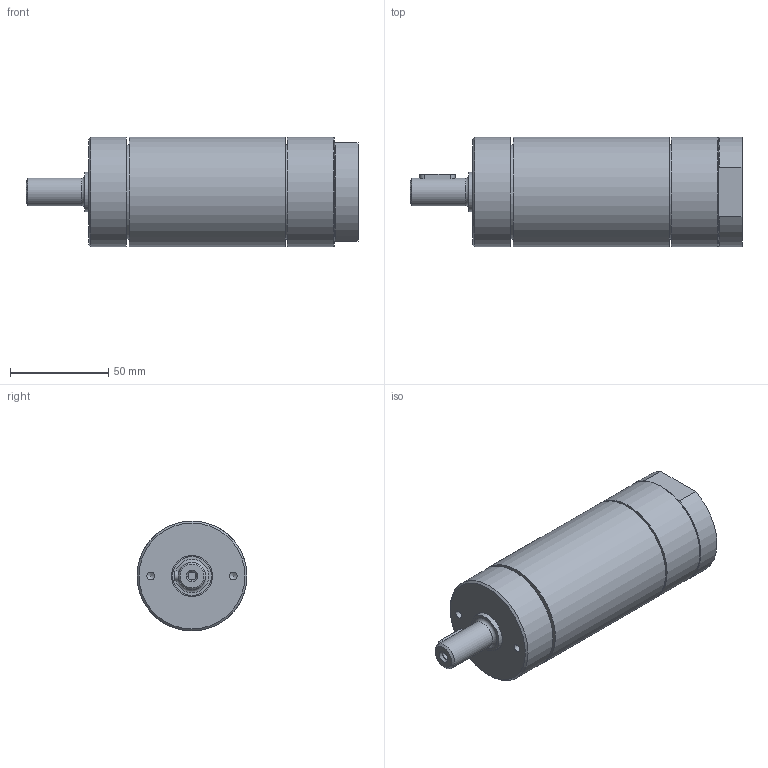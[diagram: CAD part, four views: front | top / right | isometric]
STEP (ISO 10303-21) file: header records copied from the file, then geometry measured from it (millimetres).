
FILE_DESCRIPTION(/* description */ (''),/* implementation_level */ '2;1');
FILE_NAME(/* name */ 'MRD 55-2200_60033287.stp',/* time_stamp */ '2018-11-19T13:57:58+01:00',/* author */ ('flambert'),/* organization */ (''),/* preprocessor_version */ 'ST-DEVELOPER v17',/* originating_system */ 'Autodesk Inventor 2018',/* authorisation */ '');
FILE_SCHEMA (('AUTOMOTIVE_DESIGN { 1 0 10303 214 3 1 1 }'));
Length unit declared in the file: millimetre
Products named in the file (1): MRD 55-2200_60033287
Bounding box: 169.2 x 56 x 56 mm (x, y, z)
Volume: 336834.6 mm3; surface area: 35634.3 mm2
Topology: 1 solids, 5 shells, 153 faces, 397 edges, 270 vertices
Faces by surface type: plane 98, cylinder 22, cone 21, bspline 7, torus 5
Full cylindrical faces by diameter (mm): 4 x3, 4.134 x1, 11.445 x1, 14 x1, 14.95 x1, 19.95 x1, 21 x1, 21.252 x1, 26 x2, 48.178 x2, 48.376 x1, 56 x3
Entity records: 5020 total; most frequent: CARTESIAN_POINT 997, ORIENTED_EDGE 786, DIRECTION 774, EDGE_CURVE 393, VERTEX_POINT 270, AXIS2_PLACEMENT_3D 268, LINE 238, VECTOR 238
